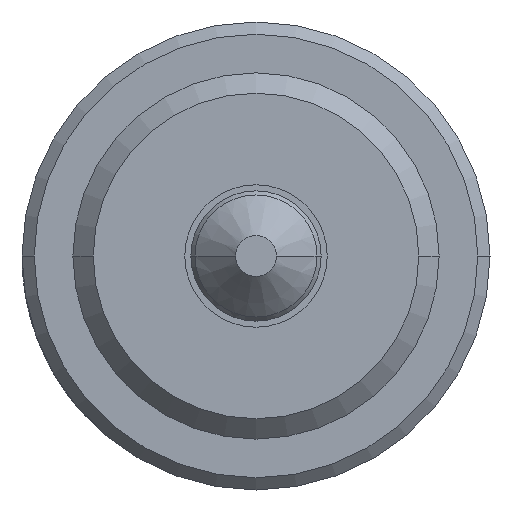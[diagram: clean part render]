
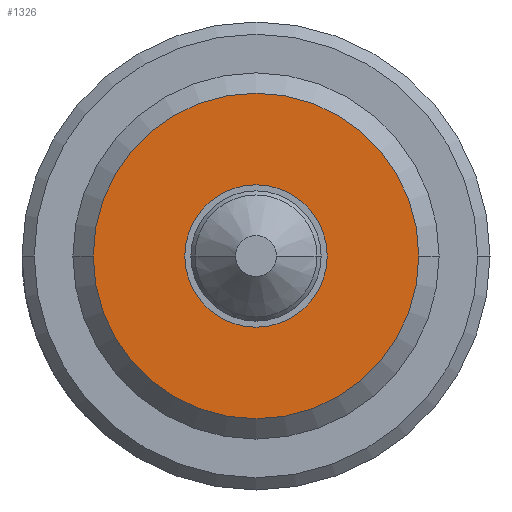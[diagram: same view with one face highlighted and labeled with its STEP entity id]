
A CAD part, left-side view. The second image highlights one B-rep face of the part: STEP entity #1326.
In plain terms, the highlighted planar face has unit normal (-1, 0, 0).
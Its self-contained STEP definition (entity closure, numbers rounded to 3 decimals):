
#425=CARTESIAN_POINT('',(9.45,0.,0.));
#426=DIRECTION('',(-1.,0.,0.));
#427=DIRECTION('',(0.,-1.,0.));
#428=AXIS2_PLACEMENT_3D('',#425,#426,#427);
#430=CARTESIAN_POINT('',(9.45,0.,0.));
#431=DIRECTION('',(-1.,0.,0.));
#432=DIRECTION('',(0.,1.,0.));
#433=AXIS2_PLACEMENT_3D('',#430,#431,#432);
#435=CARTESIAN_POINT('',(9.45,0.,0.));
#436=DIRECTION('',(-1.,0.,0.));
#437=DIRECTION('',(0.,-1.,0.));
#438=AXIS2_PLACEMENT_3D('',#435,#436,#437);
#440=CARTESIAN_POINT('',(9.45,0.,0.));
#441=DIRECTION('',(-1.,0.,0.));
#442=DIRECTION('',(0.,1.,0.));
#443=AXIS2_PLACEMENT_3D('',#440,#441,#442);
#646=CARTESIAN_POINT('',(9.45,-1.75,0.));
#647=CARTESIAN_POINT('',(9.45,1.75,0.));
#648=VERTEX_POINT('',#646);
#649=VERTEX_POINT('',#647);
#662=CARTESIAN_POINT('',(9.45,-4.,0.));
#663=CARTESIAN_POINT('',(9.45,4.,0.));
#664=VERTEX_POINT('',#662);
#665=VERTEX_POINT('',#663);
#1310=CARTESIAN_POINT('',(9.45,0.,0.));
#1311=DIRECTION('',(1.,0.,0.));
#1312=DIRECTION('',(0.,-1.,0.));
#1313=AXIS2_PLACEMENT_3D('',#1310,#1311,#1312);
#1314=PLANE('',#1313);
#1315=ORIENTED_EDGE('',*,*,#1300,.F.);
#1317=ORIENTED_EDGE('',*,*,#1316,.F.);
#1318=EDGE_LOOP('',(#1315,#1317));
#1319=FACE_OUTER_BOUND('',#1318,.F.);
#1321=ORIENTED_EDGE('',*,*,#1320,.T.);
#1323=ORIENTED_EDGE('',*,*,#1322,.T.);
#1324=EDGE_LOOP('',(#1321,#1323));
#1325=FACE_BOUND('',#1324,.F.);
#429=CIRCLE('',#428,1.75);
#434=CIRCLE('',#433,1.75);
#439=CIRCLE('',#438,4.);
#444=CIRCLE('',#443,4.);
#1300=EDGE_CURVE('',#664,#665,#439,.T.);
#1316=EDGE_CURVE('',#665,#664,#444,.T.);
#1320=EDGE_CURVE('',#648,#649,#429,.T.);
#1322=EDGE_CURVE('',#649,#648,#434,.T.);
#1326=ADVANCED_FACE('',(#1319,#1325),#1314,.F.);
